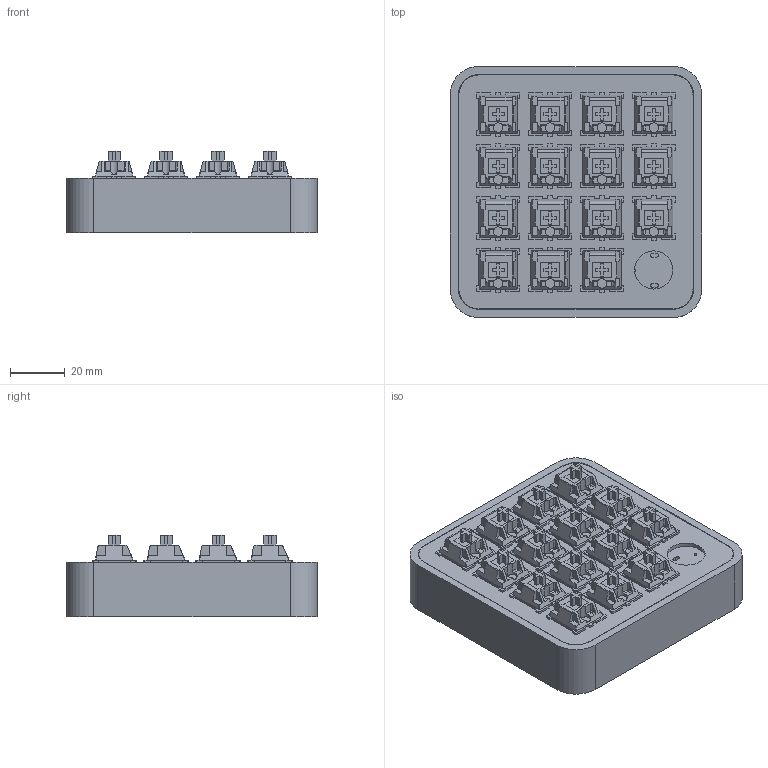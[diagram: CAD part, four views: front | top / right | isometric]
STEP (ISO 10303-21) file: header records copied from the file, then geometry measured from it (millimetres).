
FILE_DESCRIPTION(/* description */ (''),/* implementation_level */ '2;1');
FILE_NAME(/* name */ 'Fully-assem.step',/* time_stamp */ '2025-12-23T01:21:47+01:00',/* author */ (''),/* organization */ (''),/* preprocessor_version */ 'ST-DEVELOPER v20.1',/* originating_system */ 'Autodesk Translation Framework v14.21.0.0',/* authorisation */ '');
FILE_SCHEMA (('AUTOMOTIVE_DESIGN { 1 0 10303 214 3 1 1 }'));
Length unit declared in the file: millimetre
Products named in the file (23): Fully-assem; macropadv2 1; macropad_PCB; switch; Component1; Component2; D_DO-35_SOD27_P7.62mm_Horizontal; Seeed Studio XIAO RP2040; main; type-c v2; smd_button v3; SK6805-2.4x2.7 v1; Shell; DOUT; DIN; VSS; VDD; smd_button v3(Mirror); 1x7 Header Pin; part_object_id_2; 1X7 Header Pin_1; bottom; Bottom_1
Assembly tree (50 placements, depth 5):
  Fully-assem
    macropadv2 1
      switch  x15
        Component1
        Component2
      D_DO-35_SOD27_P7.62mm_Horizontal  x15
      macropad_PCB
    Seeed Studio XIAO RP2040
      main
        type-c v2
        smd_button v3
        SK6805-2.4x2.7 v1
          Shell
          DOUT
          DIN
          VSS
          VDD
        smd_button v3(Mirror)
    1x7 Header Pin
      part_object_id_2
    1X7 Header Pin_1
    bottom
      Bottom_1
Bounding box: 92.11 x 92.01 x 29.93 mm (x, y, z)
Volume: 101867.3 mm3; surface area: 81934.8 mm2
Topology: 236 solids, 236 shells, 3721 faces, 9294 edges, 6098 vertices
Faces by surface type: plane 2602, cylinder 771, bspline 185, torus 72, cone 51, sphere 40
Full cylindrical faces by diameter (mm): 0.4 x1, 0.5 x47, 0.8 x44, 0.889 x14, 1 x5, 1.5 x32, 1.6 x30, 1.7 x30, 2 x31, 2.02 x15, 3.85 x15, 4 x15, 14 x1
Entity records: 54169 total; most frequent: CARTESIAN_POINT 11491, ORIENTED_EDGE 8744, DIRECTION 8069, EDGE_CURVE 4372, LINE 3117, VECTOR 3117, VERTEX_POINT 2878, AXIS2_PLACEMENT_3D 2476
